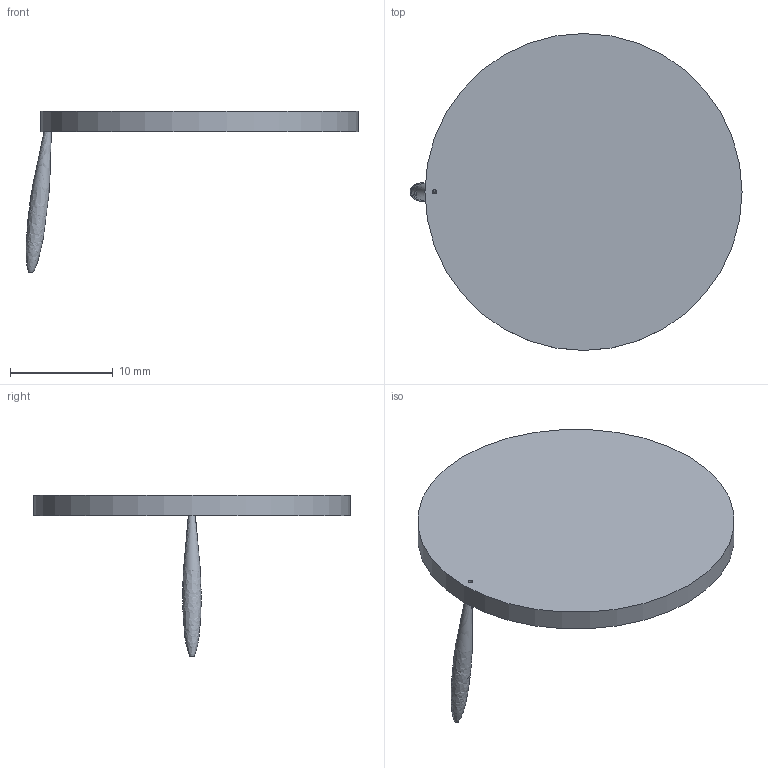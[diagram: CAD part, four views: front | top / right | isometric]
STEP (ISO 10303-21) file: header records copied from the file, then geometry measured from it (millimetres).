
FILE_DESCRIPTION(('FreeCAD Model'),'2;1');
FILE_NAME('Groove.step','2020-02-16T19:01:43',('Author'),(''), 'Open CASCADE STEP processor 7.3','FreeCAD','Unknown');
FILE_SCHEMA(('AUTOMOTIVE_DESIGN { 1 0 10303 214 1 1 1 1 }'));
Length unit declared in the file: millimetre
Products named in the file (1): Body001
Bounding box: 32.39 x 30.93 x 15.74 mm (x, y, z)
Volume: 1525.7 mm3; surface area: 1769.5 mm2
Topology: 1 solids, 1 shells, 6 faces, 10 edges, 6 vertices
Faces by surface type: revolution 3, plane 2, cylinder 1
Full cylindrical faces by diameter (mm): 30.93 x1
Entity records: 604 total; most frequent: CARTESIAN_POINT 367, DIRECTION 36, ORIENTED_EDGE 20, PCURVE 20, DEFINITIONAL_REPRESENTATION 20, LINE 17, VECTOR 17, B_SPLINE_CURVE_WITH_KNOTS 11
